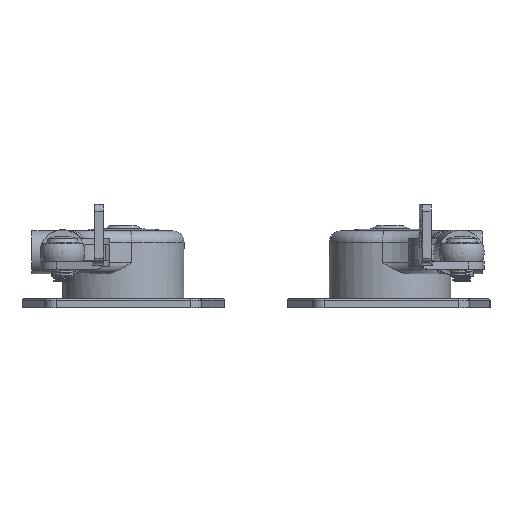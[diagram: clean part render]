
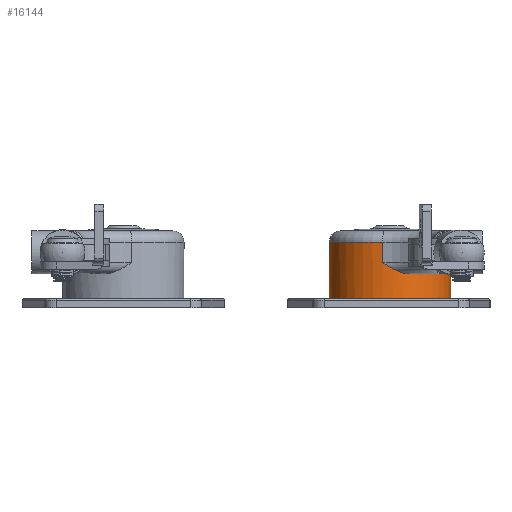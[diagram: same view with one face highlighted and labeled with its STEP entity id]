
A CAD part, left-side view. The second image highlights one B-rep face of the part: STEP entity #16144.
In plain terms, the highlighted cylindrical face has radius 16.25 mm (diameter 32.5 mm), a full revolution.
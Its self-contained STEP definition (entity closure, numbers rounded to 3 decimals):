
#758=B_SPLINE_CURVE_WITH_KNOTS('',3,(#72187,#72188,#72189,#72190,#72191,
#72192,#72193,#72194),.UNSPECIFIED.,.F.,.F.,(4,2,2,4),(-3.166,
-2.659,-2.406,-2.169),.UNSPECIFIED.);
#759=B_SPLINE_CURVE_WITH_KNOTS('',3,(#72196,#72197,#72198,#72199,#72200,
#72201),.UNSPECIFIED.,.F.,.F.,(4,2,4),(-5.11,-4.922,
-4.648),.UNSPECIFIED.);
#760=B_SPLINE_CURVE_WITH_KNOTS('',3,(#72205,#72206,#72207,#72208,#72209,
#72210,#72211,#72212,#72213,#72214),.UNSPECIFIED.,.F.,.F.,(4,2,2,2,4),(2.7,
2.933,3.28,3.609,3.611),
 .UNSPECIFIED.);
#1242=FACE_BOUND('',#3369,.T.);
#2358=FACE_OUTER_BOUND('',#3368,.T.);
#3368=EDGE_LOOP('',(#13986,#13987,#13988,#13989,#13990,#13991,#13992));
#3369=EDGE_LOOP('',(#13993));
#4279=LINE('',#72185,#5153);
#4280=LINE('',#72215,#5154);
#5153=VECTOR('',#21126,5.5);
#5154=VECTOR('',#21129,5.5);
#6000=CIRCLE('',#17621,16.25);
#6001=CIRCLE('',#17622,16.25);
#6002=CIRCLE('',#17623,16.25);
#7528=VERTEX_POINT('',#72181);
#7529=VERTEX_POINT('',#72182);
#7530=VERTEX_POINT('',#72184);
#7531=VERTEX_POINT('',#72186);
#7532=VERTEX_POINT('',#72195);
#7533=VERTEX_POINT('',#72202);
#7534=VERTEX_POINT('',#72204);
#7535=VERTEX_POINT('',#72216);
#9803=EDGE_CURVE('',#7528,#7529,#6000,.T.);
#9804=EDGE_CURVE('',#7530,#7528,#4279,.T.);
#9805=EDGE_CURVE('',#7531,#7530,#758,.F.);
#9806=EDGE_CURVE('',#7532,#7531,#759,.F.);
#9807=EDGE_CURVE('',#7532,#7533,#6001,.T.);
#9808=EDGE_CURVE('',#7534,#7533,#760,.F.);
#9809=EDGE_CURVE('',#7529,#7534,#4280,.T.);
#9810=EDGE_CURVE('',#7535,#7535,#6002,.T.);
#13986=ORIENTED_EDGE('',*,*,#9803,.F.);
#13987=ORIENTED_EDGE('',*,*,#9804,.F.);
#13988=ORIENTED_EDGE('',*,*,#9805,.F.);
#13989=ORIENTED_EDGE('',*,*,#9806,.F.);
#13990=ORIENTED_EDGE('',*,*,#9807,.T.);
#13991=ORIENTED_EDGE('',*,*,#9808,.F.);
#13992=ORIENTED_EDGE('',*,*,#9809,.F.);
#13993=ORIENTED_EDGE('',*,*,#9810,.F.);
#15441=CYLINDRICAL_SURFACE('',#17620,16.25);
#16144=ADVANCED_FACE('',(#2358,#1242),#15441,.T.);
#17620=AXIS2_PLACEMENT_3D('',#72180,#21122,#21123);
#17621=AXIS2_PLACEMENT_3D('',#72183,#21124,#21125);
#17622=AXIS2_PLACEMENT_3D('',#72203,#21127,#21128);
#17623=AXIS2_PLACEMENT_3D('',#72217,#21130,#21131);
#21122=DIRECTION('center_axis',(0.,1.,0.));
#21123=DIRECTION('ref_axis',(1.,0.,0.));
#21124=DIRECTION('center_axis',(0.,-1.,0.));
#21125=DIRECTION('ref_axis',(-0.471,0.,-0.882));
#21126=DIRECTION('',(0.,-1.,0.));
#21127=DIRECTION('center_axis',(0.,1.,0.));
#21128=DIRECTION('ref_axis',(1.,0.,0.));
#21129=DIRECTION('',(0.,1.,0.));
#21130=DIRECTION('center_axis',(0.,1.,0.));
#21131=DIRECTION('ref_axis',(1.,0.,0.));
#72180=CARTESIAN_POINT('Origin',(0.,0.,0.));
#72181=CARTESIAN_POINT('',(-10.801,-2.75,12.141));
#72182=CARTESIAN_POINT('',(16.099,-2.75,-2.21));
#72183=CARTESIAN_POINT('Origin',(0.,-2.75,0.));
#72184=CARTESIAN_POINT('',(-10.801,2.75,12.141));
#72185=CARTESIAN_POINT('',(-10.801,0.,12.141));
#72186=CARTESIAN_POINT('',(-1.945,5.748,16.133));
#72187=CARTESIAN_POINT('Ctrl Pts',(-10.801,2.75,12.141));
#72188=CARTESIAN_POINT('Ctrl Pts',(-9.641,3.417,13.173));
#72189=CARTESIAN_POINT('Ctrl Pts',(-8.231,4.144,14.114));
#72190=CARTESIAN_POINT('Ctrl Pts',(-5.91,5.014,15.161));
#72191=CARTESIAN_POINT('Ctrl Pts',(-5.103,5.267,15.451));
#72192=CARTESIAN_POINT('Ctrl Pts',(-3.511,5.622,15.886));
#72193=CARTESIAN_POINT('Ctrl Pts',(-2.729,5.734,16.039));
#72194=CARTESIAN_POINT('Ctrl Pts',(-1.945,5.748,16.133));
#72195=CARTESIAN_POINT('',(2.839,5.75,16.));
#72196=CARTESIAN_POINT('Ctrl Pts',(-1.945,5.748,16.133));
#72197=CARTESIAN_POINT('Ctrl Pts',(-1.283,5.747,16.213));
#72198=CARTESIAN_POINT('Ctrl Pts',(-0.629,5.745,
16.25));
#72199=CARTESIAN_POINT('Ctrl Pts',(0.911,5.745,16.25));
#72200=CARTESIAN_POINT('Ctrl Pts',(1.876,5.75,16.171));
#72201=CARTESIAN_POINT('Ctrl Pts',(2.839,5.75,16.));
#72202=CARTESIAN_POINT('',(15.481,5.75,4.938));
#72203=CARTESIAN_POINT('Origin',(0.,5.75,0.));
#72204=CARTESIAN_POINT('',(16.099,2.75,-2.21));
#72205=CARTESIAN_POINT('Ctrl Pts',(15.481,5.75,4.938));
#72206=CARTESIAN_POINT('Ctrl Pts',(15.627,5.75,4.483));
#72207=CARTESIAN_POINT('Ctrl Pts',(15.766,5.686,3.976));
#72208=CARTESIAN_POINT('Ctrl Pts',(16.066,5.335,2.581));
#72209=CARTESIAN_POINT('Ctrl Pts',(16.196,4.965,1.669));
#72210=CARTESIAN_POINT('Ctrl Pts',(16.276,3.928,-0.319));
#72211=CARTESIAN_POINT('Ctrl Pts',(16.227,3.337,-1.272));
#72212=CARTESIAN_POINT('Ctrl Pts',(16.1,2.755,-2.202));
#72213=CARTESIAN_POINT('Ctrl Pts',(16.1,2.752,-2.206));
#72214=CARTESIAN_POINT('Ctrl Pts',(16.099,2.75,-2.21));
#72215=CARTESIAN_POINT('',(16.099,0.,-2.21));
#72216=CARTESIAN_POINT('',(-16.25,12.4,0.));
#72217=CARTESIAN_POINT('Origin',(0.,12.4,0.));
